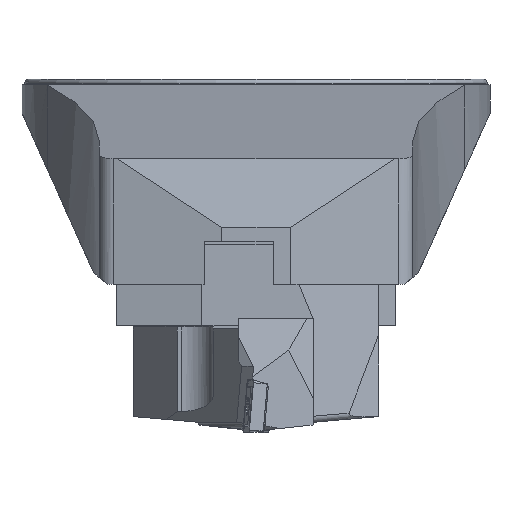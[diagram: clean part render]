
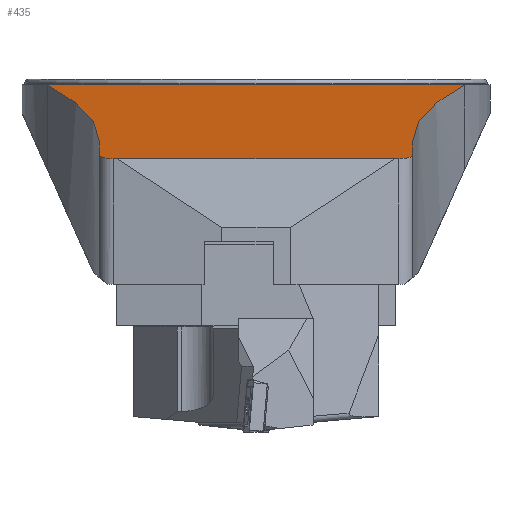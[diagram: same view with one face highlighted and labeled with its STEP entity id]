
A CAD part, left-side view. The second image highlights one B-rep face of the part: STEP entity #435.
In plain terms, the highlighted planar face has unit normal (-0.202, 0, 0.979).
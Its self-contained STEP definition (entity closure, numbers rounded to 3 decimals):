
#242=ELLIPSE('',#3133,265.472,260.);
#247=ELLIPSE('',#3141,265.472,260.);
#257=ELLIPSE('',#3155,6.126,6.);
#258=ELLIPSE('',#3156,6.126,6.);
#259=ELLIPSE('',#3157,132.736,130.);
#260=ELLIPSE('',#3158,132.736,130.);
#303=FACE_OUTER_BOUND('',#1344,.T.);
#435=ADVANCED_FACE('',(#303),#587,.F.);
#587=PLANE('',#3159);
#691=LINE('',#4250,#983);
#709=LINE('',#4297,#1001);
#711=LINE('',#4301,#1003);
#715=LINE('',#4309,#1007);
#731=LINE('',#4342,#1023);
#737=LINE('',#4355,#1029);
#983=VECTOR('',#3411,1.);
#1001=VECTOR('',#3443,1.);
#1003=VECTOR('',#3447,1.);
#1007=VECTOR('',#3453,1.);
#1023=VECTOR('',#3477,1.);
#1029=VECTOR('',#3487,1.);
#1344=EDGE_LOOP('',(#1658,#1659,#1660,#1661,#1662,#1663,#1664,#1665,#1666,
#1667,#1668,#1669));
#1658=ORIENTED_EDGE('',*,*,#2590,.T.);
#1659=ORIENTED_EDGE('',*,*,#2646,.T.);
#1660=ORIENTED_EDGE('',*,*,#2574,.T.);
#1661=ORIENTED_EDGE('',*,*,#2570,.F.);
#1662=ORIENTED_EDGE('',*,*,#2568,.T.);
#1663=ORIENTED_EDGE('',*,*,#2647,.T.);
#1664=ORIENTED_EDGE('',*,*,#2596,.T.);
#1665=ORIENTED_EDGE('',*,*,#2622,.T.);
#1666=ORIENTED_EDGE('',*,*,#2648,.T.);
#1667=ORIENTED_EDGE('',*,*,#2546,.T.);
#1668=ORIENTED_EDGE('',*,*,#2649,.T.);
#1669=ORIENTED_EDGE('',*,*,#2631,.T.);
#2280=VERTEX_POINT('',#4251);
#2281=VERTEX_POINT('',#4252);
#2301=VERTEX_POINT('',#4296);
#2302=VERTEX_POINT('',#4298);
#2303=VERTEX_POINT('',#4302);
#2306=VERTEX_POINT('',#4310);
#2318=VERTEX_POINT('',#4341);
#2319=VERTEX_POINT('',#4343);
#2324=VERTEX_POINT('',#4356);
#2325=VERTEX_POINT('',#4357);
#2346=VERTEX_POINT('',#4406);
#2352=VERTEX_POINT('',#4425);
#2546=EDGE_CURVE('',#2280,#2281,#691,.T.);
#2568=EDGE_CURVE('',#2302,#2301,#709,.T.);
#2570=EDGE_CURVE('',#2302,#2303,#711,.T.);
#2574=EDGE_CURVE('',#2306,#2303,#715,.T.);
#2590=EDGE_CURVE('',#2319,#2318,#731,.T.);
#2596=EDGE_CURVE('',#2324,#2325,#737,.T.);
#2622=EDGE_CURVE('',#2325,#2346,#242,.T.);
#2631=EDGE_CURVE('',#2352,#2319,#247,.T.);
#2646=EDGE_CURVE('',#2318,#2306,#257,.T.);
#2647=EDGE_CURVE('',#2301,#2324,#258,.T.);
#2648=EDGE_CURVE('',#2346,#2280,#259,.T.);
#2649=EDGE_CURVE('',#2281,#2352,#260,.T.);
#3133=AXIS2_PLACEMENT_3D('',#4407,#3524,#3525);
#3141=AXIS2_PLACEMENT_3D('',#4424,#3544,#3545);
#3155=AXIS2_PLACEMENT_3D('',#4451,#3577,#3578);
#3156=AXIS2_PLACEMENT_3D('',#4452,#3579,#3580);
#3157=AXIS2_PLACEMENT_3D('',#4453,#3581,#3582);
#3158=AXIS2_PLACEMENT_3D('',#4454,#3583,#3584);
#3159=AXIS2_PLACEMENT_3D('',#4455,#3585,#3586);
#3411=DIRECTION('',(0.,1.,0.));
#3443=DIRECTION('',(0.174,-0.984,0.036));
#3447=DIRECTION('',(0.,1.,0.));
#3453=DIRECTION('',(-0.174,-0.984,-0.036));
#3477=DIRECTION('',(-0.979,0.,-0.202));
#3487=DIRECTION('',(0.979,0.,0.202));
#3524=DIRECTION('',(0.202,0.,-0.979));
#3525=DIRECTION('',(0.979,0.,0.202));
#3544=DIRECTION('',(0.202,0.,-0.979));
#3545=DIRECTION('',(0.979,0.,0.202));
#3577=DIRECTION('',(-0.202,0.,0.979));
#3578=DIRECTION('',(0.979,0.,0.202));
#3579=DIRECTION('',(-0.202,0.,0.979));
#3580=DIRECTION('',(-0.979,0.,-0.202));
#3581=DIRECTION('',(-0.202,0.,0.979));
#3582=DIRECTION('',(0.979,0.,0.202));
#3583=DIRECTION('',(-0.202,0.,0.979));
#3584=DIRECTION('',(0.979,0.,0.202));
#3585=DIRECTION('',(0.202,0.,-0.979));
#3586=DIRECTION('',(0.979,0.,0.202));
#4250=CARTESIAN_POINT('',(-86.5,-219.,-2.));
#4251=CARTESIAN_POINT('',(-86.5,-73.12,-2.));
#4252=CARTESIAN_POINT('',(-86.5,73.12,-2.));
#4296=CARTESIAN_POINT('',(-212.292,-50.042,-27.943));
#4297=CARTESIAN_POINT('',(-219.141,-11.201,-29.355));
#4298=CARTESIAN_POINT('',(-212.569,-48.471,-28.));
#4301=CARTESIAN_POINT('',(-212.569,-219.,-28.));
#4302=CARTESIAN_POINT('',(-212.569,48.471,-28.));
#4309=CARTESIAN_POINT('',(-219.141,11.201,-29.355));
#4310=CARTESIAN_POINT('',(-212.292,50.042,-27.943));
#4341=CARTESIAN_POINT('',(-206.383,55.,-26.724));
#4342=CARTESIAN_POINT('',(-86.5,55.,-2.));
#4343=CARTESIAN_POINT('',(-181.865,55.,-21.668));
#4355=CARTESIAN_POINT('',(-86.5,-55.,-2.));
#4356=CARTESIAN_POINT('',(-206.383,-55.,-26.724));
#4357=CARTESIAN_POINT('',(-181.865,-55.,-21.668));
#4406=CARTESIAN_POINT('',(-86.807,-73.,-2.063));
#4407=CARTESIAN_POINT('',(-181.865,-315.,-21.668));
#4424=CARTESIAN_POINT('',(-181.865,315.,-21.668));
#4425=CARTESIAN_POINT('',(-86.807,73.,-2.063));
#4451=CARTESIAN_POINT('',(-206.383,49.,-26.724));
#4452=CARTESIAN_POINT('',(-206.383,-49.,-26.724));
#4453=CARTESIAN_POINT('',(-39.279,48.,7.739));
#4454=CARTESIAN_POINT('',(-39.279,-48.,7.739));
#4455=CARTESIAN_POINT('',(-86.5,-219.,-2.));
